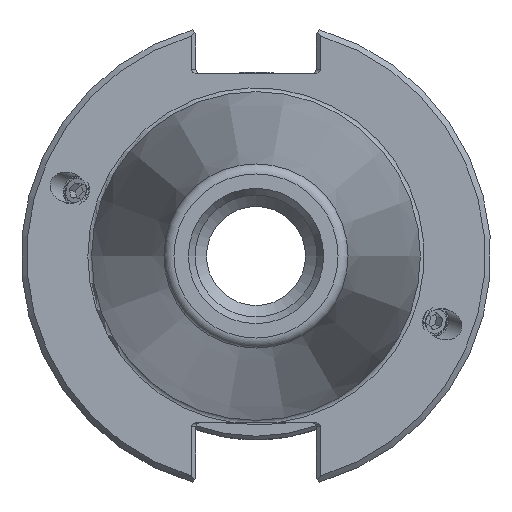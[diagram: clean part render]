
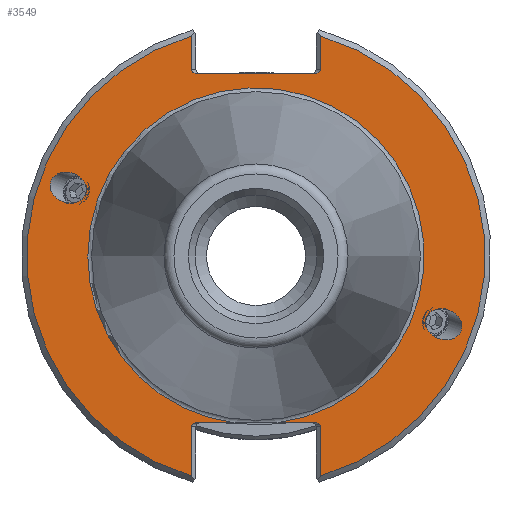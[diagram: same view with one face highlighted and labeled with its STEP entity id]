
A CAD part, left-side view. The second image highlights one B-rep face of the part: STEP entity #3549.
In plain terms, the highlighted planar face has unit normal (-1, 0, 0).
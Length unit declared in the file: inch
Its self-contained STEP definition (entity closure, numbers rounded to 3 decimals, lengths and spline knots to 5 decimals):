
#169=CARTESIAN_POINT('',(0.125,-0.90631,-0.32987));
#170=VERTEX_POINT('',#169);
#171=CARTESIAN_POINT('',(0.125,-0.99889,-0.36357));
#172=DIRECTION('',(1.0,0.,0.));
#173=DIRECTION('',(0.,-0.94,-0.342));
#174=AXIS2_PLACEMENT_3D('',#171,#172,#173);
#175=ELLIPSE('',#174,0.09853,0.08071);
#176=EDGE_CURVE('',#170,#170,#175,.T.);
#361=CARTESIAN_POINT('',(0.125,0.90631,0.32987));
#362=VERTEX_POINT('',#361);
#363=CARTESIAN_POINT('',(0.125,0.99889,0.36357));
#364=DIRECTION('',(1.0,0.,0.));
#365=DIRECTION('',(0.,0.94,0.342));
#366=AXIS2_PLACEMENT_3D('',#363,#364,#365);
#367=ELLIPSE('',#366,0.09853,0.08071);
#368=EDGE_CURVE('',#362,#362,#367,.T.);
#2601=CARTESIAN_POINT('',(0.125,0.345,0.992));
#2602=VERTEX_POINT('',#2601);
#2609=CARTESIAN_POINT('',(0.125,0.31672,0.972));
#2610=VERTEX_POINT('',#2609);
#2611=CARTESIAN_POINT('',(0.125,0.31672,0.992));
#2612=DIRECTION('',(-1.0,0.0,0.0));
#2613=DIRECTION('',(0.0,1.0,0.0));
#2614=AXIS2_PLACEMENT_3D('',#2611,#2612,#2613);
#2615=ELLIPSE('',#2614,0.02828,0.02);
#2616=EDGE_CURVE('',#2602,#2610,#2615,.T.);
#2701=CARTESIAN_POINT('',(0.125,0.345,1.1702));
#2702=VERTEX_POINT('',#2701);
#2709=CARTESIAN_POINT('',(0.125,0.345,1.1702));
#2710=DIRECTION('',(0.0,0.0,-1.0));
#2711=VECTOR('',#2710,0.1782);
#2712=LINE('',#2709,#2711);
#2713=EDGE_CURVE('',#2702,#2602,#2712,.T.);
#2813=CARTESIAN_POINT('',(0.125,-0.31672,0.972));
#2814=VERTEX_POINT('',#2813);
#2821=CARTESIAN_POINT('',(0.125,-0.345,0.992));
#2822=VERTEX_POINT('',#2821);
#2823=CARTESIAN_POINT('',(0.125,-0.31672,0.992));
#2824=DIRECTION('',(-1.0,0.0,0.0));
#2825=DIRECTION('',(0.0,-1.0,0.0));
#2826=AXIS2_PLACEMENT_3D('',#2823,#2824,#2825);
#2827=ELLIPSE('',#2826,0.02828,0.02);
#2828=EDGE_CURVE('',#2814,#2822,#2827,.T.);
#2878=CARTESIAN_POINT('',(0.125,-0.345,1.1702));
#2879=VERTEX_POINT('',#2878);
#2880=CARTESIAN_POINT('',(0.125,-0.345,0.992));
#2881=DIRECTION('',(0.0,0.0,1.0));
#2882=VECTOR('',#2881,0.1782);
#2883=LINE('',#2880,#2882);
#2884=EDGE_CURVE('',#2822,#2879,#2883,.T.);
#2902=CARTESIAN_POINT('',(0.125,-0.345,-0.908));
#2903=VERTEX_POINT('',#2902);
#2904=CARTESIAN_POINT('',(0.125,-0.31672,-0.888));
#2905=VERTEX_POINT('',#2904);
#2906=CARTESIAN_POINT('',(0.125,-0.31672,-0.908));
#2907=DIRECTION('',(-1.0,0.0,0.0));
#2908=DIRECTION('',(0.0,-1.0,0.0));
#2909=AXIS2_PLACEMENT_3D('',#2906,#2907,#2908);
#2910=ELLIPSE('',#2909,0.02828,0.02);
#2911=EDGE_CURVE('',#2903,#2905,#2910,.T.);
#3009=CARTESIAN_POINT('',(0.125,-0.345,-1.1702));
#3010=VERTEX_POINT('',#3009);
#3017=CARTESIAN_POINT('',(0.125,-0.345,-1.1702));
#3018=DIRECTION('',(0.0,0.0,1.0));
#3019=VECTOR('',#3018,0.2622);
#3020=LINE('',#3017,#3019);
#3021=EDGE_CURVE('',#3010,#2903,#3020,.T.);
#3121=CARTESIAN_POINT('',(0.125,0.31672,-0.888));
#3122=VERTEX_POINT('',#3121);
#3129=CARTESIAN_POINT('',(0.125,0.345,-0.908));
#3130=VERTEX_POINT('',#3129);
#3131=CARTESIAN_POINT('',(0.125,0.31672,-0.908));
#3132=DIRECTION('',(-1.0,0.0,0.0));
#3133=DIRECTION('',(0.0,1.0,0.0));
#3134=AXIS2_PLACEMENT_3D('',#3131,#3132,#3133);
#3135=ELLIPSE('',#3134,0.02828,0.02);
#3136=EDGE_CURVE('',#3122,#3130,#3135,.T.);
#3186=CARTESIAN_POINT('',(0.125,0.345,-1.1702));
#3187=VERTEX_POINT('',#3186);
#3188=CARTESIAN_POINT('',(0.125,0.345,-0.908));
#3189=DIRECTION('',(0.0,0.0,-1.0));
#3190=VECTOR('',#3189,0.2622);
#3191=LINE('',#3188,#3190);
#3192=EDGE_CURVE('',#3130,#3187,#3191,.T.);
#3259=CARTESIAN_POINT('',(0.125,0.31672,0.972));
#3260=DIRECTION('',(0.0,-1.0,0.0));
#3261=VECTOR('',#3260,0.63343);
#3262=LINE('',#3259,#3261);
#3263=EDGE_CURVE('',#2610,#2814,#3262,.T.);
#3461=CARTESIAN_POINT('',(0.125,-0.11172,-0.888));
#3462=VERTEX_POINT('',#3461);
#3463=CARTESIAN_POINT('',(0.125,0.11172,-0.888));
#3464=VERTEX_POINT('',#3463);
#3479=CARTESIAN_POINT('',(0.125,0.,0.0));
#3480=DIRECTION('',(-1.0,0.0,0.0));
#3481=DIRECTION('',(0.0,-1.0,0.0));
#3482=AXIS2_PLACEMENT_3D('',#3479,#3480,#3481);
#3483=CIRCLE('',#3482,0.895);
#3484=EDGE_CURVE('',#3462,#3464,#3483,.T.);
#3500=CARTESIAN_POINT('',(0.125,1.0625,0.0));
#3501=DIRECTION('',(-1.0,0.0,0.0));
#3502=DIRECTION('',(0.0,0.0,1.0));
#3503=AXIS2_PLACEMENT_3D('',#3500,#3501,#3502);
#3504=PLANE('',#3503);
#3505=ORIENTED_EDGE('',*,*,#3484,.F.);
#3506=CARTESIAN_POINT('',(0.125,-0.31672,-0.888));
#3507=DIRECTION('',(0.0,1.0,0.0));
#3508=VECTOR('',#3507,0.205);
#3509=LINE('',#3506,#3508);
#3510=EDGE_CURVE('',#2905,#3462,#3509,.T.);
#3511=ORIENTED_EDGE('',*,*,#3510,.F.);
#3512=ORIENTED_EDGE('',*,*,#2911,.F.);
#3513=ORIENTED_EDGE('',*,*,#3021,.F.);
#3514=CARTESIAN_POINT('',(0.125,0.,0.0));
#3515=DIRECTION('',(1.0,0.0,0.0));
#3516=DIRECTION('',(0.0,-1.0,0.0));
#3517=AXIS2_PLACEMENT_3D('',#3514,#3515,#3516);
#3518=CIRCLE('',#3517,1.22);
#3519=EDGE_CURVE('',#2879,#3010,#3518,.T.);
#3520=ORIENTED_EDGE('',*,*,#3519,.F.);
#3521=ORIENTED_EDGE('',*,*,#2884,.F.);
#3522=ORIENTED_EDGE('',*,*,#2828,.F.);
#3523=ORIENTED_EDGE('',*,*,#3263,.F.);
#3524=ORIENTED_EDGE('',*,*,#2616,.F.);
#3525=ORIENTED_EDGE('',*,*,#2713,.F.);
#3526=CARTESIAN_POINT('',(0.125,0.,0.0));
#3527=DIRECTION('',(1.0,0.0,0.0));
#3528=DIRECTION('',(0.0,1.0,0.0));
#3529=AXIS2_PLACEMENT_3D('',#3526,#3527,#3528);
#3530=CIRCLE('',#3529,1.22);
#3531=EDGE_CURVE('',#3187,#2702,#3530,.T.);
#3532=ORIENTED_EDGE('',*,*,#3531,.F.);
#3533=ORIENTED_EDGE('',*,*,#3192,.F.);
#3534=ORIENTED_EDGE('',*,*,#3136,.F.);
#3535=CARTESIAN_POINT('',(0.125,0.11172,-0.888));
#3536=DIRECTION('',(0.0,1.0,0.0));
#3537=VECTOR('',#3536,0.205);
#3538=LINE('',#3535,#3537);
#3539=EDGE_CURVE('',#3464,#3122,#3538,.T.);
#3540=ORIENTED_EDGE('',*,*,#3539,.F.);
#3541=EDGE_LOOP('',(#3505,#3511,#3512,#3513,#3520,#3521,#3522,#3523,#3524,#3525,#3532,#3533,#3534,#3540));
#3542=FACE_OUTER_BOUND('',#3541,.T.);
#3543=ORIENTED_EDGE('',*,*,#176,.T.);
#3544=EDGE_LOOP('',(#3543));
#3545=FACE_BOUND('',#3544,.T.);
#3546=ORIENTED_EDGE('',*,*,#368,.T.);
#3547=EDGE_LOOP('',(#3546));
#3548=FACE_BOUND('',#3547,.T.);
#3549=ADVANCED_FACE('',(#3542,#3545,#3548),#3504,.T.);
